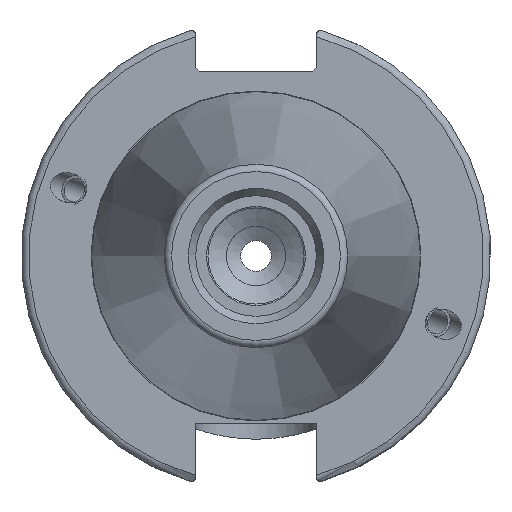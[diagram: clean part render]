
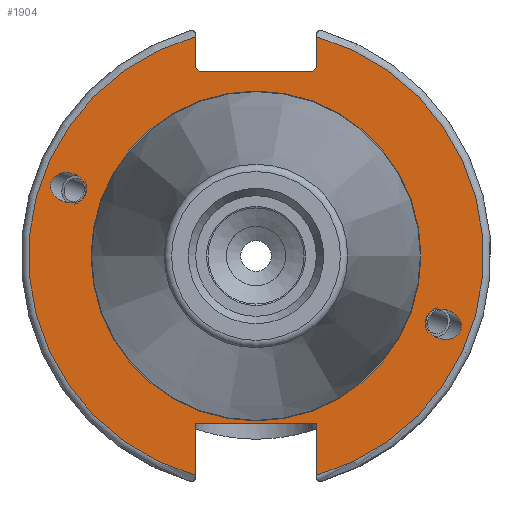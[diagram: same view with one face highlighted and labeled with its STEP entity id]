
A CAD part, left-side view. The second image highlights one B-rep face of the part: STEP entity #1904.
In plain terms, the highlighted planar face has unit normal (-1, 0, 0).
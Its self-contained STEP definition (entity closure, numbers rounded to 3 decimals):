
#39=ELLIPSE('',#2100,2.442,2.);
#48=ELLIPSE('',#2143,2.442,2.);
#62=PLANE('',#2153);
#112=FACE_BOUND('',#366,.T.);
#113=FACE_BOUND('',#367,.T.);
#114=FACE_BOUND('',#368,.T.);
#248=FACE_OUTER_BOUND('',#365,.T.);
#365=EDGE_LOOP('',(#1581,#1582,#1583,#1584,#1585,#1586,#1587,#1588,#1589,
#1590));
#366=EDGE_LOOP('',(#1591));
#367=EDGE_LOOP('',(#1592));
#368=EDGE_LOOP('',(#1593));
#472=LINE('',#3475,#573);
#473=LINE('',#3479,#574);
#474=LINE('',#3481,#575);
#475=LINE('',#3483,#576);
#476=LINE('',#3485,#577);
#477=LINE('',#3487,#578);
#478=LINE('',#3491,#579);
#479=LINE('',#3492,#580);
#573=VECTOR('',#2649,10.);
#574=VECTOR('',#2652,10.);
#575=VECTOR('',#2653,10.);
#576=VECTOR('',#2654,10.);
#577=VECTOR('',#2655,10.);
#578=VECTOR('',#2656,10.);
#579=VECTOR('',#2659,10.);
#580=VECTOR('',#2660,10.);
#714=CIRCLE('',#2151,22.3);
#716=CIRCLE('',#2154,30.75);
#717=CIRCLE('',#2155,30.75);
#837=VERTEX_POINT('',#3270);
#877=VERTEX_POINT('',#3453);
#882=VERTEX_POINT('',#3468);
#883=VERTEX_POINT('',#3473);
#884=VERTEX_POINT('',#3474);
#885=VERTEX_POINT('',#3476);
#886=VERTEX_POINT('',#3478);
#887=VERTEX_POINT('',#3480);
#888=VERTEX_POINT('',#3482);
#889=VERTEX_POINT('',#3484);
#890=VERTEX_POINT('',#3486);
#891=VERTEX_POINT('',#3488);
#892=VERTEX_POINT('',#3490);
#1071=EDGE_CURVE('',#837,#837,#39,.T.);
#1127=EDGE_CURVE('',#877,#877,#48,.T.);
#1134=EDGE_CURVE('',#882,#882,#714,.T.);
#1136=EDGE_CURVE('',#883,#884,#472,.T.);
#1137=EDGE_CURVE('',#885,#884,#716,.T.);
#1138=EDGE_CURVE('',#885,#886,#473,.T.);
#1139=EDGE_CURVE('',#887,#886,#474,.T.);
#1140=EDGE_CURVE('',#887,#888,#475,.T.);
#1141=EDGE_CURVE('',#889,#888,#476,.T.);
#1142=EDGE_CURVE('',#889,#890,#477,.T.);
#1143=EDGE_CURVE('',#891,#890,#717,.T.);
#1144=EDGE_CURVE('',#891,#892,#478,.T.);
#1145=EDGE_CURVE('',#892,#883,#479,.T.);
#1581=ORIENTED_EDGE('',*,*,#1136,.T.);
#1582=ORIENTED_EDGE('',*,*,#1137,.F.);
#1583=ORIENTED_EDGE('',*,*,#1138,.T.);
#1584=ORIENTED_EDGE('',*,*,#1139,.F.);
#1585=ORIENTED_EDGE('',*,*,#1140,.T.);
#1586=ORIENTED_EDGE('',*,*,#1141,.F.);
#1587=ORIENTED_EDGE('',*,*,#1142,.T.);
#1588=ORIENTED_EDGE('',*,*,#1143,.F.);
#1589=ORIENTED_EDGE('',*,*,#1144,.T.);
#1590=ORIENTED_EDGE('',*,*,#1145,.T.);
#1591=ORIENTED_EDGE('',*,*,#1071,.T.);
#1592=ORIENTED_EDGE('',*,*,#1127,.T.);
#1593=ORIENTED_EDGE('',*,*,#1134,.F.);
#1904=ADVANCED_FACE('',(#248,#112,#113,#114),#62,.T.);
#2100=AXIS2_PLACEMENT_3D('',#3272,#2522,#2523);
#2143=AXIS2_PLACEMENT_3D('',#3455,#2625,#2626);
#2151=AXIS2_PLACEMENT_3D('',#3470,#2643,#2644);
#2153=AXIS2_PLACEMENT_3D('',#3472,#2647,#2648);
#2154=AXIS2_PLACEMENT_3D('',#3477,#2650,#2651);
#2155=AXIS2_PLACEMENT_3D('',#3489,#2657,#2658);
#2522=DIRECTION('center_axis',(1.,0.,0.));
#2523=DIRECTION('ref_axis',(0.,-0.94,-0.342));
#2625=DIRECTION('center_axis',(1.,0.,0.));
#2626=DIRECTION('ref_axis',(0.,0.94,0.342));
#2643=DIRECTION('center_axis',(-1.,0.,0.));
#2644=DIRECTION('ref_axis',(0.,-1.,0.));
#2647=DIRECTION('center_axis',(-1.,0.,0.));
#2648=DIRECTION('ref_axis',(0.,0.,1.));
#2649=DIRECTION('',(0.,0.,-1.));
#2650=DIRECTION('center_axis',(1.,0.,0.));
#2651=DIRECTION('ref_axis',(0.,-1.,0.));
#2652=DIRECTION('',(0.,0.,-1.));
#2653=DIRECTION('',(0.,-0.707,0.707));
#2654=DIRECTION('',(0.,1.,0.));
#2655=DIRECTION('',(0.,-0.707,-0.707));
#2656=DIRECTION('',(0.,0.,1.));
#2657=DIRECTION('center_axis',(1.,0.,0.));
#2658=DIRECTION('ref_axis',(0.,1.,0.));
#2659=DIRECTION('',(0.,0.,1.));
#2660=DIRECTION('',(0.,-1.,0.));
#3270=CARTESIAN_POINT('',(3.175,-23.077,-8.399));
#3272=CARTESIAN_POINT('Origin',(3.175,-25.372,-9.235));
#3453=CARTESIAN_POINT('',(3.175,23.077,8.399));
#3455=CARTESIAN_POINT('Origin',(3.175,25.372,9.235));
#3468=CARTESIAN_POINT('',(3.175,0.,22.3));
#3470=CARTESIAN_POINT('Origin',(3.175,0.,0.));
#3472=CARTESIAN_POINT('Origin',(3.175,31.75,0.));
#3473=CARTESIAN_POINT('',(3.175,-8.19,-22.6));
#3474=CARTESIAN_POINT('',(3.175,-8.19,-29.639));
#3475=CARTESIAN_POINT('',(3.175,-8.19,-11.3));
#3476=CARTESIAN_POINT('',(3.175,-8.19,29.639));
#3477=CARTESIAN_POINT('Origin',(3.175,0.,0.));
#3478=CARTESIAN_POINT('',(3.175,-8.19,25.5));
#3479=CARTESIAN_POINT('',(3.175,-8.19,12.5));
#3480=CARTESIAN_POINT('',(3.175,-7.69,25.));
#3481=CARTESIAN_POINT('',(3.175,8.295,9.015));
#3482=CARTESIAN_POINT('',(3.175,7.69,25.));
#3483=CARTESIAN_POINT('',(3.175,15.875,25.));
#3484=CARTESIAN_POINT('',(3.175,8.19,25.5));
#3485=CARTESIAN_POINT('',(3.175,7.58,24.89));
#3486=CARTESIAN_POINT('',(3.175,8.19,29.639));
#3487=CARTESIAN_POINT('',(3.175,8.19,12.5));
#3488=CARTESIAN_POINT('',(3.175,8.19,-29.639));
#3489=CARTESIAN_POINT('Origin',(3.175,0.,0.));
#3490=CARTESIAN_POINT('',(3.175,8.19,-22.6));
#3491=CARTESIAN_POINT('',(3.175,8.19,-11.3));
#3492=CARTESIAN_POINT('',(3.175,15.875,-22.6));
